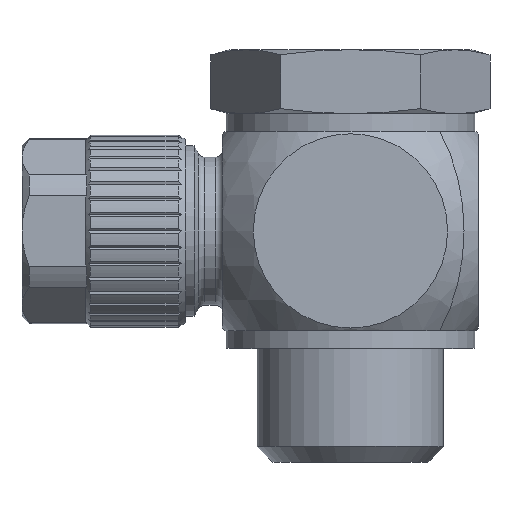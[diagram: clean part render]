
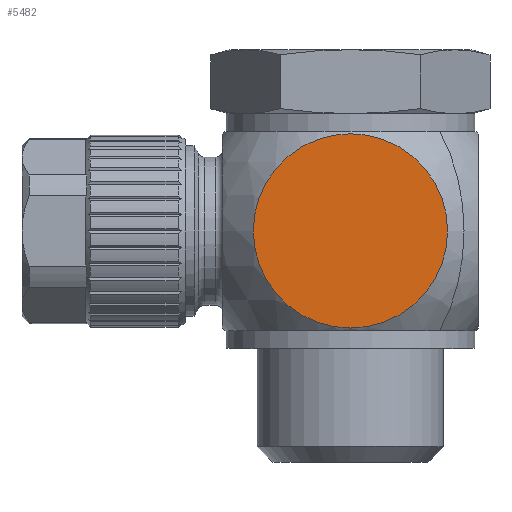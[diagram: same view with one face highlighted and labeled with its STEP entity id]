
A CAD part, top view. The second image highlights one B-rep face of the part: STEP entity #5482.
In plain terms, the highlighted planar face has unit normal (0, 0, 1).
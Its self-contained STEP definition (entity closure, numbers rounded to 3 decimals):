
#2177=CARTESIAN_POINT('',(0.,0.,9.));
#2178=DIRECTION('',(0.,0.,1.));
#2179=DIRECTION('',(1.,0.,0.));
#2180=AXIS2_PLACEMENT_3D('',#2177,#2178,#2179);
#2182=CARTESIAN_POINT('',(0.,0.,9.));
#2183=DIRECTION('',(0.,0.,1.));
#2184=DIRECTION('',(-1.,0.,0.));
#2185=AXIS2_PLACEMENT_3D('',#2182,#2183,#2184);
#2854=CARTESIAN_POINT('',(6.833,0.,9.));
#2855=CARTESIAN_POINT('',(-6.833,0.,9.));
#2856=VERTEX_POINT('',#2854);
#2857=VERTEX_POINT('',#2855);
#5473=CARTESIAN_POINT('',(-9.,-7.,9.));
#5474=DIRECTION('',(0.,0.,1.));
#5475=DIRECTION('',(1.,0.,0.));
#5476=AXIS2_PLACEMENT_3D('',#5473,#5474,#5475);
#5477=PLANE('',#5476);
#5478=ORIENTED_EDGE('',*,*,#5418,.F.);
#5479=ORIENTED_EDGE('',*,*,#5420,.F.);
#5480=EDGE_LOOP('',(#5478,#5479));
#5481=FACE_OUTER_BOUND('',#5480,.F.);
#5482=ADVANCED_FACE('',(#5481),#5477,.T.);
#2181=CIRCLE('',#2180,6.833);
#2186=CIRCLE('',#2185,6.833);
#5418=EDGE_CURVE('',#2856,#2857,#2181,.T.);
#5420=EDGE_CURVE('',#2857,#2856,#2186,.T.);
